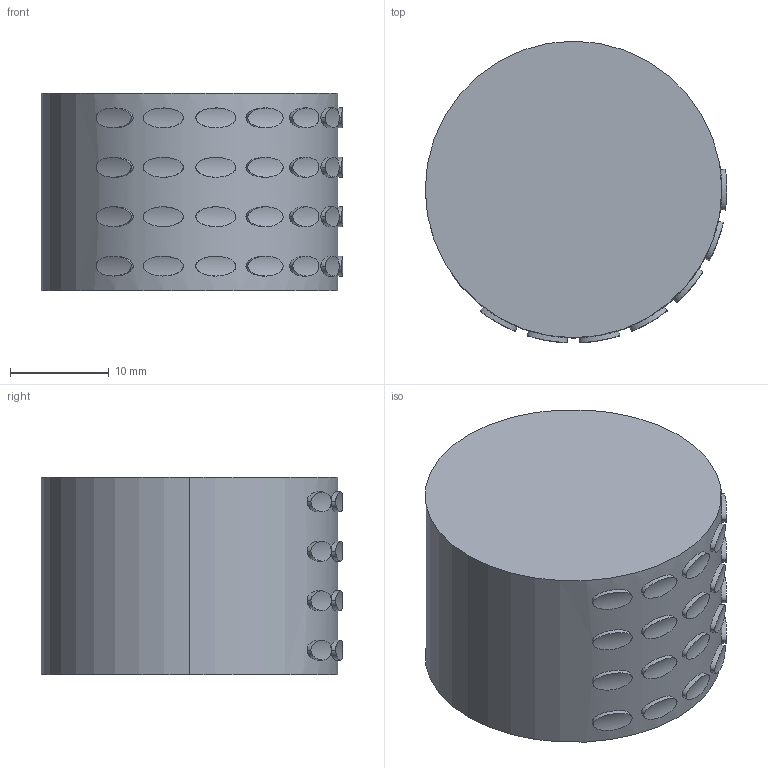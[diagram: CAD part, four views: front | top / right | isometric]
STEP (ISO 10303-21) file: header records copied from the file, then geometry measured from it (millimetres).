
FILE_DESCRIPTION (( 'STEP AP203' ), '1' );
FILE_NAME ('Ellipse_90deg_-30deg_20deg_4000mum_2000mum.step', '2025-02-06T07:21:46', ( '' ), ( '' ), 'SwSTEP 2.0', 'SolidWorks 2023', '' );
FILE_SCHEMA (( 'CONFIG_CONTROL_DESIGN' ));
Length unit declared in the file: millimetre
Products named in the file (1): Ellipse_90deg_-30deg_20deg_4000mum_2000mum
Bounding box: 30.5 x 30.49 x 20 mm (x, y, z)
Volume: 14220.3 mm3; surface area: 3440.6 mm2
Topology: 1 solids, 1 shells, 92 faces, 198 edges, 132 vertices
Faces by surface type: bspline 56, cylinder 34, plane 2
Entity records: 30187 total; most frequent: CARTESIAN_POINT 28623, ORIENTED_EDGE 396, EDGE_CURVE 198, B_SPLINE_CURVE_WITH_KNOTS 184, VERTEX_POINT 132, EDGE_LOOP 116, DIRECTION 92, FACE_OUTER_BOUND 92
